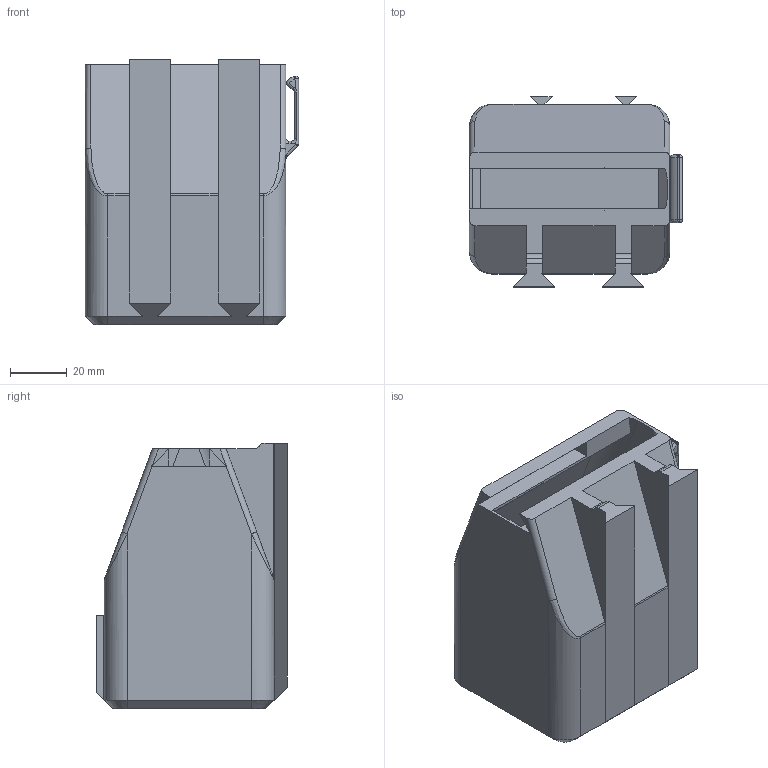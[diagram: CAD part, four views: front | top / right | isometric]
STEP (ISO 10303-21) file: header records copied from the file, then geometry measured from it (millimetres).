
FILE_DESCRIPTION(/* description */ (''),/* implementation_level */ '2;1');
FILE_NAME(/* name */ 'Stand redesign.stp',/* time_stamp */ '2024-05-11T18:12:58+02:00',/* author */ ('bjoer'),/* organization */ (''),/* preprocessor_version */ 'ST-DEVELOPER v19.2',/* originating_system */ 'Autodesk Inventor 2024',/* authorisation */ '');
FILE_SCHEMA (('AUTOMOTIVE_DESIGN { 1 0 10303 214 3 1 1 }'));
Length unit declared in the file: millimetre
Products named in the file (1): Stand redesign
Bounding box: 75.5 x 67.4 x 94 mm (x, y, z)
Volume: 53027.5 mm3; surface area: 59941.6 mm2
Topology: 1 solids, 1 shells, 151 faces, 386 edges, 238 vertices
Faces by surface type: plane 79, cylinder 45, bspline 11, torus 6, sphere 6, cone 4
Entity records: 6904 total; most frequent: CARTESIAN_POINT 3206, ORIENTED_EDGE 772, DIRECTION 760, EDGE_CURVE 386, AXIS2_PLACEMENT_3D 257, LINE 246, VECTOR 246, VERTEX_POINT 238
